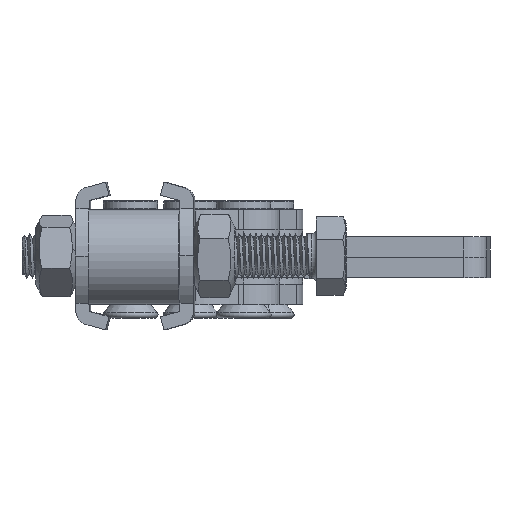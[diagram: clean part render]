
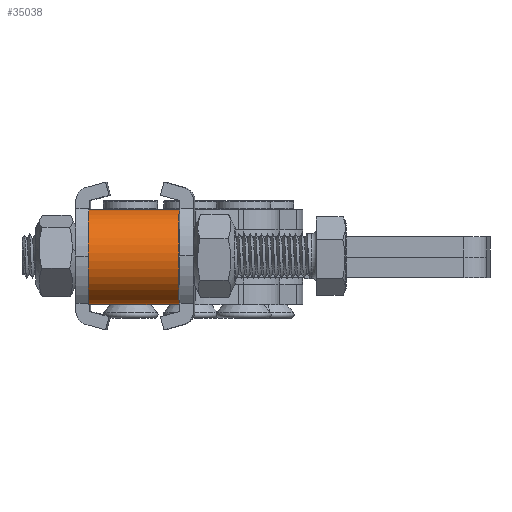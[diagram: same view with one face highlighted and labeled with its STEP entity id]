
A CAD part, left-side view. The second image highlights one B-rep face of the part: STEP entity #35038.
In plain terms, the highlighted cylindrical face has radius 10.609 mm (diameter 21.219 mm), a partial arc.
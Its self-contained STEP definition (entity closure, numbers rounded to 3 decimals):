
#845 = VERTEX_POINT ( 'NONE', #12155 ) ;
#921 = CARTESIAN_POINT ( 'NONE',  ( -107.153, 21., 23.398 ) ) ;
#3250 = EDGE_CURVE ( 'NONE', #7689, #845, #21277, .T. ) ;
#5210 = DIRECTION ( 'NONE',  ( 0., 1., 0. ) ) ;
#6910 = LINE ( 'NONE', #21276, #21998 ) ;
#7689 = VERTEX_POINT ( 'NONE', #31397 ) ;
#9347 = ORIENTED_EDGE ( 'NONE', *, *, #18302, .F. ) ;
#9884 = CARTESIAN_POINT ( 'NONE',  ( -105.633, 21., 12.898 ) ) ;
#10623 = FACE_OUTER_BOUND ( 'NONE', #37443, .T. ) ;
#10846 = CARTESIAN_POINT ( 'NONE',  ( -107.153, 41., 23.398 ) ) ;
#12026 = DIRECTION ( 'NONE',  ( 0., 1., 0. ) ) ;
#12155 = CARTESIAN_POINT ( 'NONE',  ( -107.153, 41., 23.398 ) ) ;
#13149 = DIRECTION ( 'NONE',  ( 0., 0., 1. ) ) ;
#13652 = ORIENTED_EDGE ( 'NONE', *, *, #3250, .F. ) ;
#15064 = EDGE_CURVE ( 'NONE', #24835, #7689, #6910, .T. ) ;
#17482 = DIRECTION ( 'NONE',  ( 0., -1., 0. ) ) ;
#18262 = ORIENTED_EDGE ( 'NONE', *, *, #15064, .F. ) ;
#18302 = EDGE_CURVE ( 'NONE', #845, #19106, #21572, .T. ) ;
#18735 = ORIENTED_EDGE ( 'NONE', *, *, #24844, .T. ) ;
#19106 = VERTEX_POINT ( 'NONE', #921 ) ;
#21276 = CARTESIAN_POINT ( 'NONE',  ( -107.153, 21., 2.398 ) ) ;
#21277 = CIRCLE ( 'NONE', #22654, 10.609 ) ;
#21572 = LINE ( 'NONE', #10846, #34612 ) ;
#21998 = VECTOR ( 'NONE', #5210, 1000. ) ;
#22654 = AXIS2_PLACEMENT_3D ( 'NONE', #31257, #12026, #34497 ) ;
#24835 = VERTEX_POINT ( 'NONE', #25781 ) ;
#24844 = EDGE_CURVE ( 'NONE', #24835, #19106, #27329, .T. ) ;
#25781 = CARTESIAN_POINT ( 'NONE',  ( -107.153, 21., 2.398 ) ) ;
#27329 = CIRCLE ( 'NONE', #33056, 10.609 ) ;
#30336 = DIRECTION ( 'NONE',  ( 0., 1., 0. ) ) ;
#31257 = CARTESIAN_POINT ( 'NONE',  ( -105.633, 41., 12.898 ) ) ;
#31397 = CARTESIAN_POINT ( 'NONE',  ( -107.153, 41., 2.398 ) ) ;
#32354 = DIRECTION ( 'NONE',  ( 0., 1., 0. ) ) ;
#33056 = AXIS2_PLACEMENT_3D ( 'NONE', #9884, #32354, #13149 ) ;
#33738 = DIRECTION ( 'NONE',  ( 0., 0., 1. ) ) ;
#34497 = DIRECTION ( 'NONE',  ( 0., 0., 1. ) ) ;
#34612 = VECTOR ( 'NONE', #17482, 1000. ) ;
#35038 = ADVANCED_FACE ( 'NONE', ( #10623 ), #35252, .T. ) ;
#35252 = CYLINDRICAL_SURFACE ( 'NONE', #39683, 10.609 ) ;
#36935 = CARTESIAN_POINT ( 'NONE',  ( -105.633, 21., 12.898 ) ) ;
#37443 = EDGE_LOOP ( 'NONE', ( #13652, #18262, #18735, #9347 ) ) ;
#39683 = AXIS2_PLACEMENT_3D ( 'NONE', #36935, #30336, #33738 ) ;
